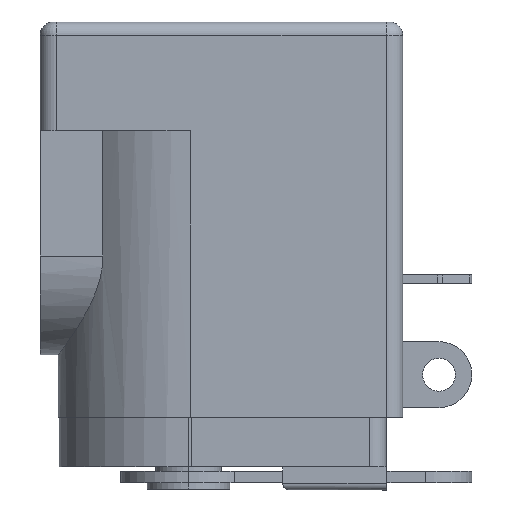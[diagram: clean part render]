
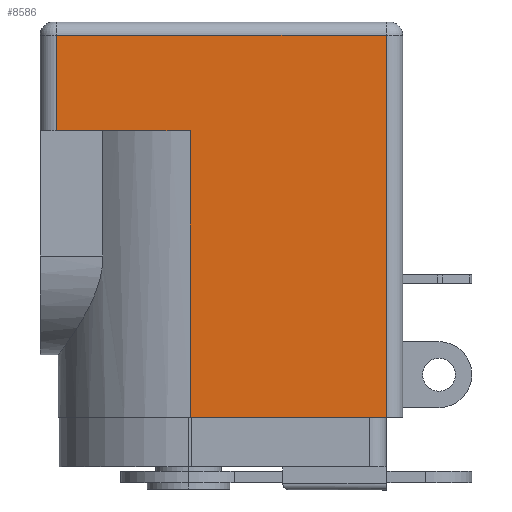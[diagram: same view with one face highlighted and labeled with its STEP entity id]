
A CAD part, left-side view. The second image highlights one B-rep face of the part: STEP entity #8586.
In plain terms, the highlighted planar face has unit normal (-1, 0, 0).
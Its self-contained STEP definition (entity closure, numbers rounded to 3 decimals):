
#130 = VERTEX_POINT ( 'NONE', #1629 ) ;
#369 = CARTESIAN_POINT ( 'NONE',  ( -4.5, 5.45, 11.125 ) ) ;
#391 = EDGE_CURVE ( 'NONE', #4644, #3434, #3257, .T. ) ;
#533 = CARTESIAN_POINT ( 'NONE',  ( -4.5, 10.475, 11.125 ) ) ;
#564 = ORIENTED_EDGE ( 'NONE', *, *, #2354, .F. ) ;
#567 = CARTESIAN_POINT ( 'NONE',  ( -4.5, 0.475, 5.525 ) ) ;
#747 = ORIENTED_EDGE ( 'NONE', *, *, #7534, .F. ) ;
#1295 = DIRECTION ( 'NONE',  ( 0., 0., 1. ) ) ;
#1556 = DIRECTION ( 'NONE',  ( 0., 1., 0. ) ) ;
#1629 = CARTESIAN_POINT ( 'NONE',  ( -4.5, 6.425, 8.225 ) ) ;
#1643 = EDGE_CURVE ( 'NONE', #130, #9048, #6914, .T. ) ;
#2354 = EDGE_CURVE ( 'NONE', #9048, #11652, #6744, .T. ) ;
#2921 = ORIENTED_EDGE ( 'NONE', *, *, #8650, .F. ) ;
#3099 = VERTEX_POINT ( 'NONE', #3337 ) ;
#3257 = LINE ( 'NONE', #9716, #6393 ) ;
#3322 = LINE ( 'NONE', #567, #8738 ) ;
#3337 = CARTESIAN_POINT ( 'NONE',  ( -4.5, 0.475, 11.125 ) ) ;
#3434 = VERTEX_POINT ( 'NONE', #11774 ) ;
#3890 = CARTESIAN_POINT ( 'NONE',  ( -4.5, 0.475, -0.475 ) ) ;
#4136 = VECTOR ( 'NONE', #4320, 1000. ) ;
#4287 = DIRECTION ( 'NONE',  ( 0., 0., -1. ) ) ;
#4320 = DIRECTION ( 'NONE',  ( 0., 0., 1. ) ) ;
#4644 = VERTEX_POINT ( 'NONE', #3890 ) ;
#4661 = VECTOR ( 'NONE', #6903, 1000. ) ;
#4792 = DIRECTION ( 'NONE',  ( 0., 0., 1. ) ) ;
#5195 = FACE_OUTER_BOUND ( 'NONE', #6917, .T. ) ;
#5824 = VECTOR ( 'NONE', #1556, 1000. ) ;
#6050 = PLANE ( 'NONE',  #9722 ) ;
#6241 = ORIENTED_EDGE ( 'NONE', *, *, #391, .F. ) ;
#6393 = VECTOR ( 'NONE', #11354, 1000. ) ;
#6744 = LINE ( 'NONE', #8640, #9651 ) ;
#6903 = DIRECTION ( 'NONE',  ( 0., -1., 0. ) ) ;
#6914 = LINE ( 'NONE', #10563, #5824 ) ;
#6917 = EDGE_LOOP ( 'NONE', ( #9480, #747, #6241, #10370, #2921, #564 ) ) ;
#7030 = LINE ( 'NONE', #369, #4661 ) ;
#7534 = EDGE_CURVE ( 'NONE', #3434, #130, #10107, .T. ) ;
#8044 = CARTESIAN_POINT ( 'NONE',  ( -4.5, 6.425, 5.525 ) ) ;
#8586 = ADVANCED_FACE ( 'NONE', ( #5195 ), #6050, .F. ) ;
#8640 = CARTESIAN_POINT ( 'NONE',  ( -4.5, 10.475, 5.525 ) ) ;
#8650 = EDGE_CURVE ( 'NONE', #11652, #3099, #7030, .T. ) ;
#8738 = VECTOR ( 'NONE', #4287, 1000. ) ;
#8794 = CARTESIAN_POINT ( 'NONE',  ( -4.5, 5.45, 5.525 ) ) ;
#9048 = VERTEX_POINT ( 'NONE', #11640 ) ;
#9480 = ORIENTED_EDGE ( 'NONE', *, *, #1643, .F. ) ;
#9644 = DIRECTION ( 'NONE',  ( 1., 0., 0. ) ) ;
#9651 = VECTOR ( 'NONE', #4792, 1000. ) ;
#9716 = CARTESIAN_POINT ( 'NONE',  ( -4.5, 5.45, -0.475 ) ) ;
#9722 = AXIS2_PLACEMENT_3D ( 'NONE', #8794, #9644, #1295 ) ;
#9732 = EDGE_CURVE ( 'NONE', #3099, #4644, #3322, .T. ) ;
#10107 = LINE ( 'NONE', #8044, #4136 ) ;
#10370 = ORIENTED_EDGE ( 'NONE', *, *, #9732, .F. ) ;
#10563 = CARTESIAN_POINT ( 'NONE',  ( -4.5, 5.45, 8.225 ) ) ;
#11354 = DIRECTION ( 'NONE',  ( 0., 1., 0. ) ) ;
#11640 = CARTESIAN_POINT ( 'NONE',  ( -4.5, 10.475, 8.225 ) ) ;
#11652 = VERTEX_POINT ( 'NONE', #533 ) ;
#11774 = CARTESIAN_POINT ( 'NONE',  ( -4.5, 6.425, -0.475 ) ) ;
